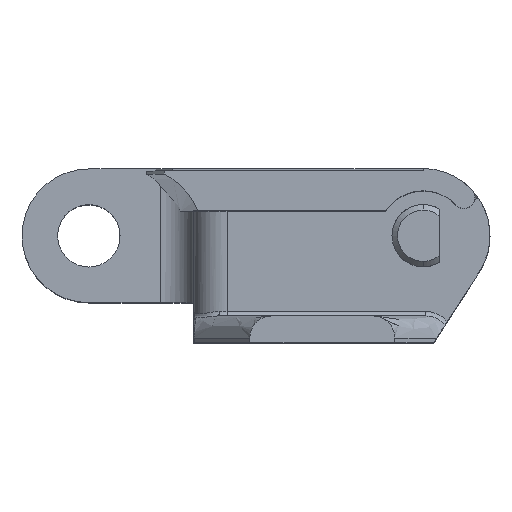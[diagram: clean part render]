
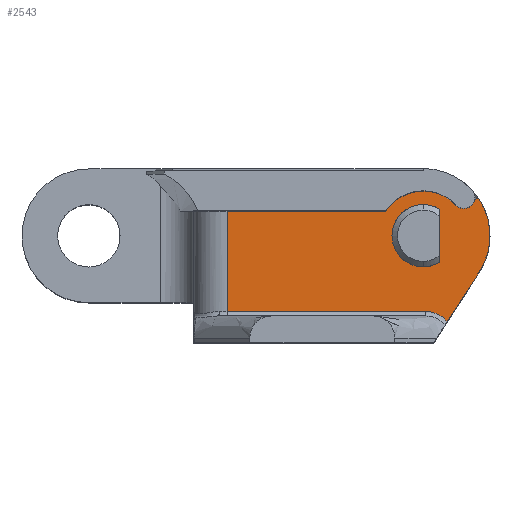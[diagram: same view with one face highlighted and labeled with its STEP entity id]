
A CAD part, top view. The second image highlights one B-rep face of the part: STEP entity #2543.
In plain terms, the highlighted planar face has unit normal (0, 0, 1).
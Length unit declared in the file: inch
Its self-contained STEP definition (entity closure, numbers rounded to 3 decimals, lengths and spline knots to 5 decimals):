
#17 = LINE ( 'NONE', #1411, #195 ) ;
#117 = CIRCLE ( 'NONE', #2569, 0.2 ) ;
#150 = CARTESIAN_POINT ( 'NONE',  ( 1.575, 0.11822, 0.845 ) ) ;
#154 = EDGE_CURVE ( 'NONE', #2088, #3181, #2475, .T. ) ;
#195 = VECTOR ( 'NONE', #1684, 39.37008 ) ;
#233 = CARTESIAN_POINT ( 'NONE',  ( 0.62, -0.34, 0.845 ) ) ;
#293 = EDGE_CURVE ( 'NONE', #3181, #4294, #1543, .T. ) ;
#310 = DIRECTION ( 'NONE',  ( 0.543, 0.84, 0. ) ) ;
#325 = CARTESIAN_POINT ( 'NONE',  ( 1.68209, 0.1713, 0.845 ) ) ;
#347 = CARTESIAN_POINT ( 'NONE',  ( 1.59551, -0.37169, 0.845 ) ) ;
#354 = ORIENTED_EDGE ( 'NONE', *, *, #534, .T. ) ;
#454 = FACE_OUTER_BOUND ( 'NONE', #2561, .T. ) ;
#472 = CARTESIAN_POINT ( 'NONE',  ( 1.68209, 0.1713, 0.845 ) ) ;
#502 = DIRECTION ( 'NONE',  ( 0., 0., 1. ) ) ;
#519 = CARTESIAN_POINT ( 'NONE',  ( 1.8, 0.11, 0.845 ) ) ;
#534 = EDGE_CURVE ( 'NONE', #2779, #2955, #3419, .T. ) ;
#549 = PLANE ( 'NONE',  #1752 ) ;
#620 = CIRCLE ( 'NONE', #2786, 0.14 ) ;
#641 = CARTESIAN_POINT ( 'NONE',  ( 1.5471, -0.48, 0.845 ) ) ;
#662 = VERTEX_POINT ( 'NONE', #2223 ) ;
#723 = EDGE_CURVE ( 'NONE', #3200, #2779, #3646, .T. ) ;
#824 = ORIENTED_EDGE ( 'NONE', *, *, #2194, .F. ) ;
#831 = CARTESIAN_POINT ( 'NONE',  ( 1.5, 0., 0.845 ) ) ;
#871 = DIRECTION ( 'NONE',  ( 1., 0., 0. ) ) ;
#890 = AXIS2_PLACEMENT_3D ( 'NONE', #325, #4248, #3298 ) ;
#973 = CIRCLE ( 'NONE', #3433, 0.14 ) ;
#1040 = VECTOR ( 'NONE', #4165, 39.37008 ) ;
#1052 = EDGE_LOOP ( 'NONE', ( #2618, #2121, #824 ) ) ;
#1060 = CARTESIAN_POINT ( 'NONE',  ( 1.51061, -0.34, 0.845 ) ) ;
#1085 = CARTESIAN_POINT ( 'NONE',  ( 1.752, -0.16277, 0.845 ) ) ;
#1129 = CARTESIAN_POINT ( 'NONE',  ( 1.60819, -0.38542, 0.845 ) ) ;
#1192 = DIRECTION ( 'NONE',  ( 0., 0., -1. ) ) ;
#1306 = EDGE_CURVE ( 'NONE', #2005, #662, #117, .T. ) ;
#1370 = CARTESIAN_POINT ( 'NONE',  ( 1.51995, -0.34, 0.845 ) ) ;
#1411 = CARTESIAN_POINT ( 'NONE',  ( 1.575, 0.11822, 0.845 ) ) ;
#1419 = CARTESIAN_POINT ( 'NONE',  ( 1.8, 0.11, 0.845 ) ) ;
#1486 = CARTESIAN_POINT ( 'NONE',  ( 1.5, 0., 0.845 ) ) ;
#1523 = DIRECTION ( 'NONE',  ( 1., 0., 0. ) ) ;
#1543 = LINE ( 'NONE', #1800, #3475 ) ;
#1545 = CARTESIAN_POINT ( 'NONE',  ( 1.575, -0.11822, 0.845 ) ) ;
#1556 = DIRECTION ( 'NONE',  ( -1., 0., 0. ) ) ;
#1644 = CARTESIAN_POINT ( 'NONE',  ( 1.64567, 0.13704, 0.845 ) ) ;
#1684 = DIRECTION ( 'NONE',  ( 0., 1., 0. ) ) ;
#1745 = CARTESIAN_POINT ( 'NONE',  ( 1.54714, -0.34492, 0.845 ) ) ;
#1751 = DIRECTION ( 'NONE',  ( -1., 0., 0. ) ) ;
#1752 = AXIS2_PLACEMENT_3D ( 'NONE', #519, #2514, #3936 ) ;
#1778 = FACE_BOUND ( 'NONE', #1052, .T. ) ;
#1800 = CARTESIAN_POINT ( 'NONE',  ( 1.8, -0.34, 0.845 ) ) ;
#1810 = DIRECTION ( 'NONE',  ( 1., 0., 0. ) ) ;
#1870 = ORIENTED_EDGE ( 'NONE', *, *, #3387, .T. ) ;
#1921 = VECTOR ( 'NONE', #310, 39.37008 ) ;
#1930 = VECTOR ( 'NONE', #1751, 39.37008 ) ;
#1953 = DIRECTION ( 'NONE',  ( 0., 0., 1. ) ) ;
#1997 = DIRECTION ( 'NONE',  ( 1., 0., 0. ) ) ;
#2005 = VERTEX_POINT ( 'NONE', #1644 ) ;
#2023 = CARTESIAN_POINT ( 'NONE',  ( 1.55608, -0.3479, 0.845 ) ) ;
#2024 = ORIENTED_EDGE ( 'NONE', *, *, #723, .T. ) ;
#2083 = CARTESIAN_POINT ( 'NONE',  ( 1.58075, -0.36038, 0.845 ) ) ;
#2088 = VERTEX_POINT ( 'NONE', #2287 ) ;
#2119 = EDGE_CURVE ( 'NONE', #3251, #2613, #17, .T. ) ;
#2121 = ORIENTED_EDGE ( 'NONE', *, *, #2119, .F. ) ;
#2194 = EDGE_CURVE ( 'NONE', #2747, #3251, #973, .T. ) ;
#2206 = EDGE_CURVE ( 'NONE', #4294, #3200, #3903, .T. ) ;
#2223 = CARTESIAN_POINT ( 'NONE',  ( 1.33297, 0.11, 0.845 ) ) ;
#2269 = ORIENTED_EDGE ( 'NONE', *, *, #2871, .T. ) ;
#2287 = CARTESIAN_POINT ( 'NONE',  ( 0.62, 0.11, 0.845 ) ) ;
#2331 = DIRECTION ( 'NONE',  ( 0., 0., 1. ) ) ;
#2339 = CARTESIAN_POINT ( 'NONE',  ( 1.36, 0., 0.845 ) ) ;
#2360 = LINE ( 'NONE', #1419, #1930 ) ;
#2379 = CARTESIAN_POINT ( 'NONE',  ( 1.5, 0., 0.845 ) ) ;
#2462 = CARTESIAN_POINT ( 'NONE',  ( 1.71851, 0.20556, 0.845 ) ) ;
#2475 = LINE ( 'NONE', #2843, #1040 ) ;
#2514 = DIRECTION ( 'NONE',  ( 0., 0., 1. ) ) ;
#2543 = ADVANCED_FACE ( 'NONE', ( #454, #1778 ), #549, .T. ) ;
#2555 = DIRECTION ( 'NONE',  ( 0., 0., 1. ) ) ;
#2561 = EDGE_LOOP ( 'NONE', ( #2707, #3994, #3334, #2024, #354, #2269, #4319, #3955, #1870 ) ) ;
#2569 = AXIS2_PLACEMENT_3D ( 'NONE', #3567, #1953, #1556 ) ;
#2613 = VERTEX_POINT ( 'NONE', #150 ) ;
#2618 = ORIENTED_EDGE ( 'NONE', *, *, #3199, .F. ) ;
#2668 = VERTEX_POINT ( 'NONE', #3370 ) ;
#2689 = AXIS2_PLACEMENT_3D ( 'NONE', #472, #1192, #1523 ) ;
#2707 = ORIENTED_EDGE ( 'NONE', *, *, #154, .T. ) ;
#2716 = CARTESIAN_POINT ( 'NONE',  ( 1.57285, -0.35563, 0.845 ) ) ;
#2747 = VERTEX_POINT ( 'NONE', #2339 ) ;
#2779 = VERTEX_POINT ( 'NONE', #1085 ) ;
#2786 = AXIS2_PLACEMENT_3D ( 'NONE', #831, #2555, #871 ) ;
#2843 = CARTESIAN_POINT ( 'NONE',  ( 0.62, -0.36, 0.845 ) ) ;
#2871 = EDGE_CURVE ( 'NONE', #2955, #2668, #4146, .T. ) ;
#2934 = CARTESIAN_POINT ( 'NONE',  ( 1.51061, -0.34, 0.845 ) ) ;
#2955 = VERTEX_POINT ( 'NONE', #2462 ) ;
#3078 = CARTESIAN_POINT ( 'NONE',  ( 1.60226, -0.3782, 0.845 ) ) ;
#3115 = CARTESIAN_POINT ( 'NONE',  ( 1.60819, -0.38542, 0.845 ) ) ;
#3181 = VERTEX_POINT ( 'NONE', #233 ) ;
#3199 = EDGE_CURVE ( 'NONE', #2613, #2747, #620, .T. ) ;
#3200 = VERTEX_POINT ( 'NONE', #1129 ) ;
#3251 = VERTEX_POINT ( 'NONE', #1545 ) ;
#3298 = DIRECTION ( 'NONE',  ( 1., 0., 0. ) ) ;
#3306 = EDGE_CURVE ( 'NONE', #2668, #2005, #4183, .T. ) ;
#3334 = ORIENTED_EDGE ( 'NONE', *, *, #2206, .T. ) ;
#3358 = CARTESIAN_POINT ( 'NONE',  ( 1.52912, -0.341, 0.845 ) ) ;
#3370 = CARTESIAN_POINT ( 'NONE',  ( 1.73209, 0.1713, 0.845 ) ) ;
#3387 = EDGE_CURVE ( 'NONE', #662, #2088, #2360, .T. ) ;
#3419 = CIRCLE ( 'NONE', #3979, 0.3 ) ;
#3433 = AXIS2_PLACEMENT_3D ( 'NONE', #2379, #2331, #1997 ) ;
#3465 = DIRECTION ( 'NONE',  ( 1., 0., 0. ) ) ;
#3475 = VECTOR ( 'NONE', #3465, 39.37008 ) ;
#3567 = CARTESIAN_POINT ( 'NONE',  ( 1.5, 0., 0.845 ) ) ;
#3646 = LINE ( 'NONE', #641, #1921 ) ;
#3903 = B_SPLINE_CURVE_WITH_KNOTS ( 'NONE', 3,
 ( #1060, #1370, #3358, #1745, #2023, #2716, #2083, #347, #3078, #3115 ),
 .UNSPECIFIED., .F., .F.,
 ( 4, 2, 2, 2, 4 ),
 ( 0., 0.0007, 0.0014, 0.00211, 0.00281 ),
 .UNSPECIFIED. ) ;
#3936 = DIRECTION ( 'NONE',  ( 1., 0., 0. ) ) ;
#3955 = ORIENTED_EDGE ( 'NONE', *, *, #1306, .T. ) ;
#3979 = AXIS2_PLACEMENT_3D ( 'NONE', #1486, #502, #1810 ) ;
#3994 = ORIENTED_EDGE ( 'NONE', *, *, #293, .T. ) ;
#4146 = CIRCLE ( 'NONE', #2689, 0.05 ) ;
#4165 = DIRECTION ( 'NONE',  ( 0., -1., 0. ) ) ;
#4183 = CIRCLE ( 'NONE', #890, 0.05 ) ;
#4248 = DIRECTION ( 'NONE',  ( 0., 0., -1. ) ) ;
#4294 = VERTEX_POINT ( 'NONE', #2934 ) ;
#4319 = ORIENTED_EDGE ( 'NONE', *, *, #3306, .T. ) ;
